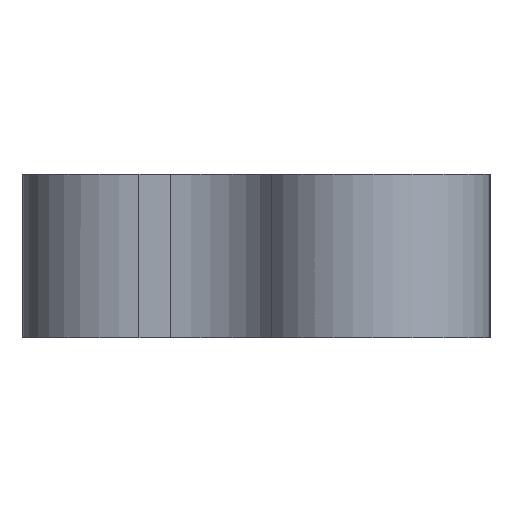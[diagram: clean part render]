
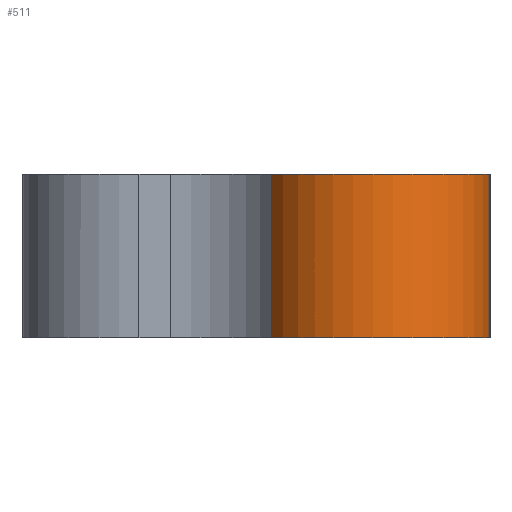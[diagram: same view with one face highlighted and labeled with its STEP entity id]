
A CAD part, left-side view. The second image highlights one B-rep face of the part: STEP entity #511.
In plain terms, the highlighted cylindrical face has radius 5 mm (diameter 10 mm), a partial arc.
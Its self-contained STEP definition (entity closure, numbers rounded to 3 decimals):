
#54=FACE_OUTER_BOUND('',#85,.T.);
#85=EDGE_LOOP('',(#392,#393,#394,#395));
#127=LINE('',#858,#167);
#129=LINE('',#866,#169);
#167=VECTOR('',#693,10.);
#169=VECTOR('',#701,10.);
#202=CIRCLE('',#574,5.);
#203=CIRCLE('',#575,5.);
#245=VERTEX_POINT('',#855);
#246=VERTEX_POINT('',#857);
#248=VERTEX_POINT('',#863);
#249=VERTEX_POINT('',#865);
#304=EDGE_CURVE('',#245,#246,#127,.T.);
#307=EDGE_CURVE('',#245,#248,#202,.T.);
#308=EDGE_CURVE('',#249,#248,#129,.T.);
#309=EDGE_CURVE('',#246,#249,#203,.T.);
#392=ORIENTED_EDGE('',*,*,#304,.F.);
#393=ORIENTED_EDGE('',*,*,#307,.T.);
#394=ORIENTED_EDGE('',*,*,#308,.F.);
#395=ORIENTED_EDGE('',*,*,#309,.F.);
#488=CYLINDRICAL_SURFACE('',#573,5.);
#511=ADVANCED_FACE('',(#54),#488,.T.);
#573=AXIS2_PLACEMENT_3D('',#862,#697,#698);
#574=AXIS2_PLACEMENT_3D('',#864,#699,#700);
#575=AXIS2_PLACEMENT_3D('',#867,#702,#703);
#693=DIRECTION('',(0.,0.,1.));
#697=DIRECTION('center_axis',(0.,0.,1.));
#698=DIRECTION('ref_axis',(-0.707,-0.707,0.));
#699=DIRECTION('center_axis',(0.,0.,1.));
#700=DIRECTION('ref_axis',(1.,0.,0.));
#701=DIRECTION('',(0.,0.,-1.));
#702=DIRECTION('center_axis',(0.,0.,1.));
#703=DIRECTION('ref_axis',(0.,1.,0.));
#855=CARTESIAN_POINT('',(-67.33,5.355,0.));
#857=CARTESIAN_POINT('',(-67.33,5.355,7.));
#858=CARTESIAN_POINT('',(-67.33,5.355,0.));
#862=CARTESIAN_POINT('Origin',(-64.83,1.024,0.));
#863=CARTESIAN_POINT('',(-60.499,-1.476,0.));
#864=CARTESIAN_POINT('Origin',(-64.83,1.024,0.));
#865=CARTESIAN_POINT('',(-60.499,-1.476,7.));
#866=CARTESIAN_POINT('',(-60.499,-1.476,0.));
#867=CARTESIAN_POINT('Origin',(-64.83,1.024,7.));
